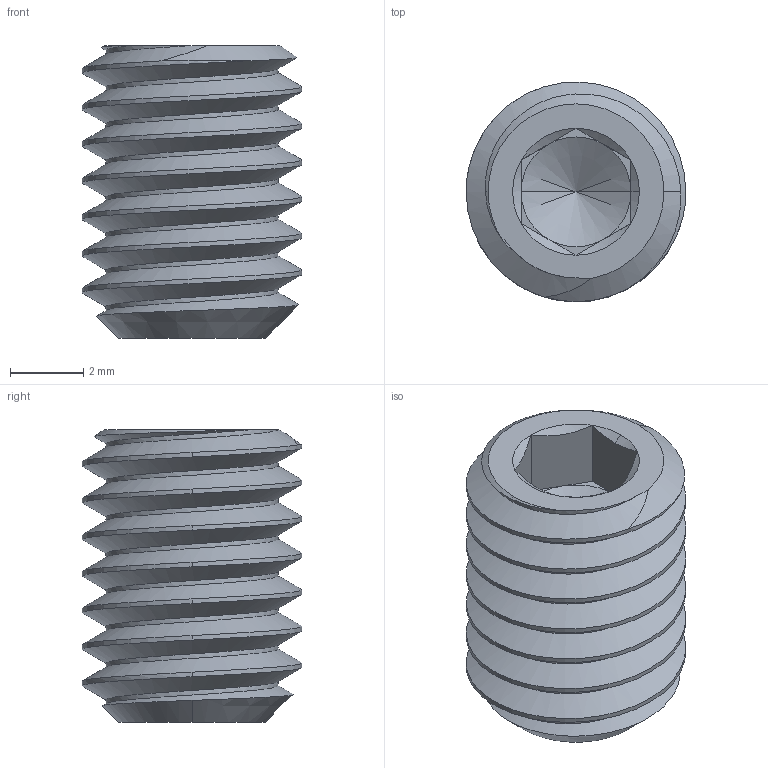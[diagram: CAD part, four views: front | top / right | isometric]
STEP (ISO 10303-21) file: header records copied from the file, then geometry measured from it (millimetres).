
FILE_DESCRIPTION (( 'STEP AP203' ), '1' );
FILE_NAME ('92605A127_Stainless Steel Flat-Tip Set Screw.STEP', '2021-09-08T13:46:29', ( 'Administrator' ), ( 'Managed by Terraform' ), 'SwSTEP 2.0', 'SolidWorks 2017', '' );
FILE_SCHEMA (( 'CONFIG_CONTROL_DESIGN' ));
Length unit declared in the file: millimetre
Products named in the file (1): 92605A127_Stainless Steel Flat-Tip Set Screw
Bounding box: 6 x 6 x 8 mm (x, y, z)
Volume: 159.6 mm3; surface area: 279.5 mm2
Topology: 1 solids, 1 shells, 46 faces, 112 edges, 67 vertices
Faces by surface type: cone 15, cylinder 14, plane 14, bspline 3
Entity records: 2769 total; most frequent: CARTESIAN_POINT 1758, ORIENTED_EDGE 220, DIRECTION 167, EDGE_CURVE 110, VERTEX_POINT 67, AXIS2_PLACEMENT_3D 64, EDGE_LOOP 47, FACE_OUTER_BOUND 46
